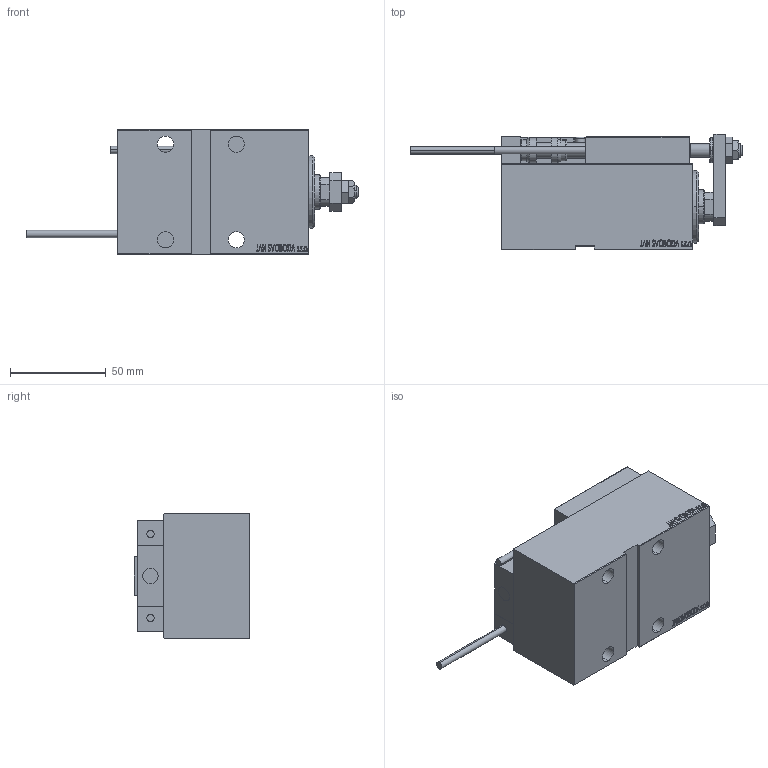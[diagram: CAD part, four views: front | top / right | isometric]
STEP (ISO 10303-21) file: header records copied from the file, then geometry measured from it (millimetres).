
FILE_DESCRIPTION (( 'STEP AP203' ), '1' );
FILE_NAME ('469a.STEP', '2022-05-13T12:33:21', ( '' ), ( '' ), 'SwSTEP 2.0', 'SolidWorks 2019', '' );
FILE_SCHEMA (( 'CONFIG_CONTROL_DESIGN' ));
Length unit declared in the file: millimetre
Products named in the file (16): SWITCH_X_FRONT_BACK 9ebbf8d940d130bbf62fc0b613c80074; ZARAZKA 9ebbf8d940d130bbf62fc0b613c80074; V450CM_VC_B 9ebbf8d940d130bbf62fc0b613c80074; KONCOVKA 9ebbf8d940d130bbf62fc0b613c80074; SWITCH X 9ebbf8d940d130bbf62fc0b613c80074; 469a; MAGNET 9ebbf8d940d130bbf62fc0b613c80074; V450CM_E_Body 9ebbf8d940d130bbf62fc0b613c80074; ALLEN BOLT D5 9ebbf8d940d130bbf62fc0b613c80074; NUT_D10 9ebbf8d940d130bbf62fc0b613c80074; NUT_D12 9ebbf8d940d130bbf62fc0b613c80074; SWITCH DIM B,W 9ebbf8d940d130bbf62fc0b613c80074; V450CM_E_VCP 9ebbf8d940d130bbf62fc0b613c80074; TYC_L79 9ebbf8d940d130bbf62fc0b613c80074; ALLEN BOLT D8 9ebbf8d940d130bbf62fc0b613c80074; Block 9ebbf8d940d130bbf62fc0b613c80074
Assembly tree (25 placements, depth 3):
  469a
    V450CM_E_Body 9ebbf8d940d130bbf62fc0b613c80074
    V450CM_E_VCP 9ebbf8d940d130bbf62fc0b613c80074
    V450CM_VC_B 9ebbf8d940d130bbf62fc0b613c80074
    SWITCH X 9ebbf8d940d130bbf62fc0b613c80074
      SWITCH_X_FRONT_BACK 9ebbf8d940d130bbf62fc0b613c80074  x2
      TYC_L79 9ebbf8d940d130bbf62fc0b613c80074
      Block 9ebbf8d940d130bbf62fc0b613c80074  x2
      ALLEN BOLT D5 9ebbf8d940d130bbf62fc0b613c80074  x4
      ALLEN BOLT D8 9ebbf8d940d130bbf62fc0b613c80074  x4
      MAGNET 9ebbf8d940d130bbf62fc0b613c80074  x2
      KONCOVKA 9ebbf8d940d130bbf62fc0b613c80074  x2
    SWITCH DIM B,W 9ebbf8d940d130bbf62fc0b613c80074
    ZARAZKA 9ebbf8d940d130bbf62fc0b613c80074
    NUT_D10 9ebbf8d940d130bbf62fc0b613c80074
    NUT_D12 9ebbf8d940d130bbf62fc0b613c80074
Bounding box: 173.7 x 60.5 x 65 mm (x, y, z)
Volume: 313427.1 mm3; surface area: 77347.4 mm2
Topology: 24 solids, 24 shells, 1280 faces, 3070 edges, 1962 vertices
Faces by surface type: plane 567, bspline 380, cylinder 172, cone 113, torus 44, sphere 4
Entity records: 49681 total; most frequent: CARTESIAN_POINT 25358, ORIENTED_EDGE 5160, DIRECTION 3429, EDGE_CURVE 2580, VERTEX_POINT 1686, VECTOR 1499, LINE 1499, EDGE_LOOP 1184
